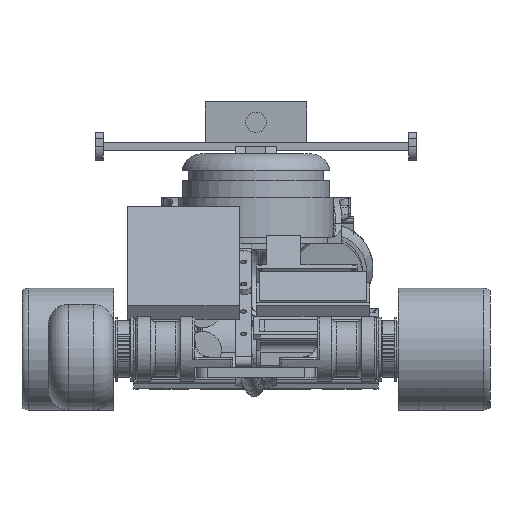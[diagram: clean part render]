
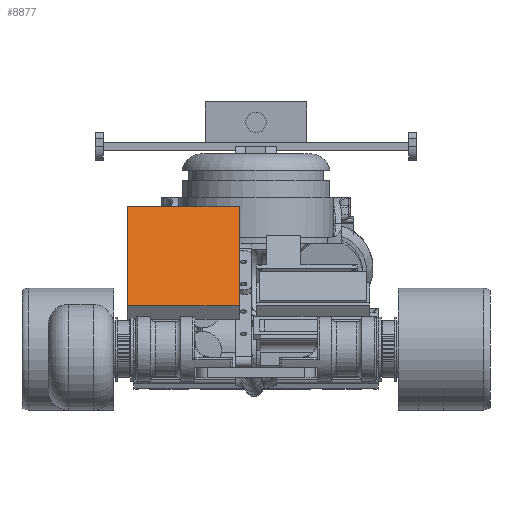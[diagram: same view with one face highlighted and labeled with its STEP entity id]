
A CAD part, front view. The second image highlights one B-rep face of the part: STEP entity #8877.
In plain terms, the highlighted face is planar.
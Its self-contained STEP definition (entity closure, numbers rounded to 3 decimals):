
#2357=LINE('',#53309,#3997);
#2360=LINE('',#53315,#4000);
#2363=LINE('',#53321,#4003);
#2366=LINE('',#53326,#4006);
#3997=VECTOR('',#35436,1.);
#4000=VECTOR('',#35441,1.);
#4003=VECTOR('',#35446,1.);
#4006=VECTOR('',#35451,1.);
#5783=FACE_OUTER_BOUND('',#12214,.T.);
#7430=PLANE('',#28784);
#8877=ADVANCED_FACE('',(#5783),#7430,.F.);
#12214=EDGE_LOOP('',(#18970,#18971,#18972,#18973));
#18970=ORIENTED_EDGE('',*,*,#24903,.F.);
#18971=ORIENTED_EDGE('',*,*,#24912,.F.);
#18972=ORIENTED_EDGE('',*,*,#24909,.F.);
#18973=ORIENTED_EDGE('',*,*,#24906,.F.);
#21473=VERTEX_POINT('',#53308);
#21474=VERTEX_POINT('',#53310);
#21476=VERTEX_POINT('',#53316);
#21478=VERTEX_POINT('',#53322);
#24903=EDGE_CURVE('',#21473,#21474,#2357,.T.);
#24906=EDGE_CURVE('',#21474,#21476,#2360,.T.);
#24909=EDGE_CURVE('',#21476,#21478,#2363,.T.);
#24912=EDGE_CURVE('',#21478,#21473,#2366,.T.);
#28784=AXIS2_PLACEMENT_3D('',#53328,#35454,#35455);
#35436=DIRECTION('',(0.,0.,-1.));
#35441=DIRECTION('',(1.,0.,0.));
#35446=DIRECTION('',(0.,0.,1.));
#35451=DIRECTION('',(-1.,0.,0.));
#35454=DIRECTION('',(0.,-1.,0.));
#35455=DIRECTION('',(0.,0.,-1.));
#53308=CARTESIAN_POINT('',(-42.5,8.,55.));
#53309=CARTESIAN_POINT('',(-42.5,8.,55.));
#53310=CARTESIAN_POINT('',(-42.5,8.,0.));
#53315=CARTESIAN_POINT('',(-42.5,8.,0.));
#53316=CARTESIAN_POINT('',(42.5,8.,0.));
#53321=CARTESIAN_POINT('',(42.5,8.,0.));
#53322=CARTESIAN_POINT('',(42.5,8.,55.));
#53326=CARTESIAN_POINT('',(42.5,8.,55.));
#53328=CARTESIAN_POINT('',(0.,8.,0.));
